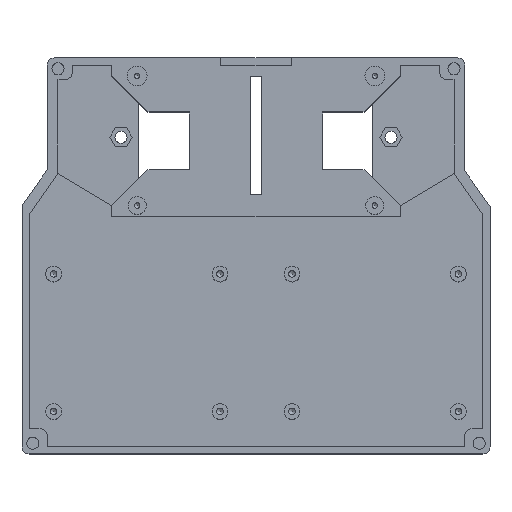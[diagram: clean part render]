
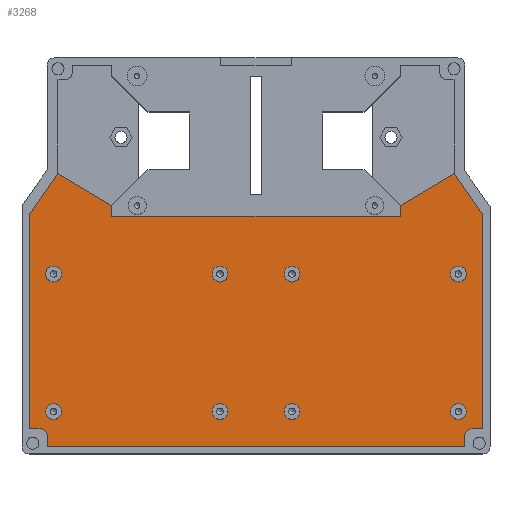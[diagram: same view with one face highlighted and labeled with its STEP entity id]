
A CAD part, top view. The second image highlights one B-rep face of the part: STEP entity #3268.
In plain terms, the highlighted planar face has unit normal (0, 0, 1).
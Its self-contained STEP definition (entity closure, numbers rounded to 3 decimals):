
#102=CIRCLE('',#3474,2.);
#103=CIRCLE('',#3475,2.);
#104=CIRCLE('',#3476,2.2);
#105=CIRCLE('',#3477,2.2);
#106=CIRCLE('',#3478,2.2);
#107=CIRCLE('',#3479,2.2);
#108=CIRCLE('',#3480,2.2);
#109=CIRCLE('',#3481,2.2);
#110=CIRCLE('',#3482,2.2);
#111=CIRCLE('',#3483,2.2);
#199=FACE_BOUND('',#485,.T.);
#200=FACE_BOUND('',#486,.T.);
#201=FACE_BOUND('',#487,.T.);
#202=FACE_BOUND('',#488,.T.);
#203=FACE_BOUND('',#489,.T.);
#204=FACE_BOUND('',#490,.T.);
#205=FACE_BOUND('',#491,.T.);
#206=FACE_BOUND('',#492,.T.);
#284=FACE_OUTER_BOUND('',#484,.T.);
#484=EDGE_LOOP('',(#2425,#2426,#2427,#2428,#2429,#2430,#2431,#2432,#2433,
#2434,#2435,#2436,#2437,#2438,#2439,#2440));
#485=EDGE_LOOP('',(#2441));
#486=EDGE_LOOP('',(#2442));
#487=EDGE_LOOP('',(#2443));
#488=EDGE_LOOP('',(#2444));
#489=EDGE_LOOP('',(#2445));
#490=EDGE_LOOP('',(#2446));
#491=EDGE_LOOP('',(#2447));
#492=EDGE_LOOP('',(#2448));
#697=LINE('',#4738,#1061);
#805=LINE('',#4986,#1169);
#807=LINE('',#4991,#1171);
#813=LINE('',#5005,#1177);
#814=LINE('',#5007,#1178);
#815=LINE('',#5009,#1179);
#816=LINE('',#5013,#1180);
#817=LINE('',#5015,#1181);
#818=LINE('',#5017,#1182);
#819=LINE('',#5021,#1183);
#820=LINE('',#5023,#1184);
#821=LINE('',#5024,#1185);
#822=LINE('',#5026,#1186);
#823=LINE('',#5027,#1187);
#1061=VECTOR('',#3763,10.);
#1169=VECTOR('',#3973,10.);
#1171=VECTOR('',#3977,10.);
#1177=VECTOR('',#3993,10.);
#1178=VECTOR('',#3994,10.);
#1179=VECTOR('',#3995,10.);
#1180=VECTOR('',#3998,10.);
#1181=VECTOR('',#3999,10.);
#1182=VECTOR('',#4000,10.);
#1183=VECTOR('',#4003,10.);
#1184=VECTOR('',#4004,10.);
#1185=VECTOR('',#4005,10.);
#1186=VECTOR('',#4006,10.);
#1187=VECTOR('',#4007,10.);
#1417=VERTEX_POINT('',#4735);
#1418=VERTEX_POINT('',#4737);
#1507=VERTEX_POINT('',#4985);
#1508=VERTEX_POINT('',#4989);
#1509=VERTEX_POINT('',#4990);
#1512=VERTEX_POINT('',#5004);
#1513=VERTEX_POINT('',#5006);
#1514=VERTEX_POINT('',#5008);
#1515=VERTEX_POINT('',#5010);
#1516=VERTEX_POINT('',#5012);
#1517=VERTEX_POINT('',#5014);
#1518=VERTEX_POINT('',#5016);
#1519=VERTEX_POINT('',#5018);
#1520=VERTEX_POINT('',#5020);
#1521=VERTEX_POINT('',#5022);
#1522=VERTEX_POINT('',#5025);
#1523=VERTEX_POINT('',#5028);
#1524=VERTEX_POINT('',#5030);
#1525=VERTEX_POINT('',#5032);
#1526=VERTEX_POINT('',#5034);
#1527=VERTEX_POINT('',#5036);
#1528=VERTEX_POINT('',#5038);
#1529=VERTEX_POINT('',#5040);
#1530=VERTEX_POINT('',#5042);
#1735=EDGE_CURVE('',#1417,#1418,#697,.T.);
#1857=EDGE_CURVE('',#1417,#1507,#805,.T.);
#1859=EDGE_CURVE('',#1508,#1509,#807,.T.);
#1866=EDGE_CURVE('',#1507,#1512,#813,.T.);
#1867=EDGE_CURVE('',#1512,#1513,#814,.T.);
#1868=EDGE_CURVE('',#1513,#1514,#815,.T.);
#1869=EDGE_CURVE('',#1515,#1514,#102,.F.);
#1870=EDGE_CURVE('',#1515,#1516,#816,.T.);
#1871=EDGE_CURVE('',#1516,#1517,#817,.T.);
#1872=EDGE_CURVE('',#1517,#1518,#818,.T.);
#1873=EDGE_CURVE('',#1519,#1518,#103,.F.);
#1874=EDGE_CURVE('',#1519,#1520,#819,.T.);
#1875=EDGE_CURVE('',#1521,#1520,#820,.T.);
#1876=EDGE_CURVE('',#1521,#1508,#821,.T.);
#1877=EDGE_CURVE('',#1522,#1509,#822,.T.);
#1878=EDGE_CURVE('',#1522,#1418,#823,.T.);
#1879=EDGE_CURVE('',#1523,#1523,#104,.T.);
#1880=EDGE_CURVE('',#1524,#1524,#105,.T.);
#1881=EDGE_CURVE('',#1525,#1525,#106,.T.);
#1882=EDGE_CURVE('',#1526,#1526,#107,.T.);
#1883=EDGE_CURVE('',#1527,#1527,#108,.T.);
#1884=EDGE_CURVE('',#1528,#1528,#109,.T.);
#1885=EDGE_CURVE('',#1529,#1529,#110,.T.);
#1886=EDGE_CURVE('',#1530,#1530,#111,.T.);
#2425=ORIENTED_EDGE('',*,*,#1857,.T.);
#2426=ORIENTED_EDGE('',*,*,#1866,.T.);
#2427=ORIENTED_EDGE('',*,*,#1867,.T.);
#2428=ORIENTED_EDGE('',*,*,#1868,.T.);
#2429=ORIENTED_EDGE('',*,*,#1869,.F.);
#2430=ORIENTED_EDGE('',*,*,#1870,.T.);
#2431=ORIENTED_EDGE('',*,*,#1871,.T.);
#2432=ORIENTED_EDGE('',*,*,#1872,.T.);
#2433=ORIENTED_EDGE('',*,*,#1873,.F.);
#2434=ORIENTED_EDGE('',*,*,#1874,.T.);
#2435=ORIENTED_EDGE('',*,*,#1875,.F.);
#2436=ORIENTED_EDGE('',*,*,#1876,.T.);
#2437=ORIENTED_EDGE('',*,*,#1859,.T.);
#2438=ORIENTED_EDGE('',*,*,#1877,.F.);
#2439=ORIENTED_EDGE('',*,*,#1878,.T.);
#2440=ORIENTED_EDGE('',*,*,#1735,.F.);
#2441=ORIENTED_EDGE('',*,*,#1879,.T.);
#2442=ORIENTED_EDGE('',*,*,#1880,.T.);
#2443=ORIENTED_EDGE('',*,*,#1881,.T.);
#2444=ORIENTED_EDGE('',*,*,#1882,.T.);
#2445=ORIENTED_EDGE('',*,*,#1883,.T.);
#2446=ORIENTED_EDGE('',*,*,#1884,.T.);
#2447=ORIENTED_EDGE('',*,*,#1885,.T.);
#2448=ORIENTED_EDGE('',*,*,#1886,.T.);
#3145=PLANE('',#3473);
#3268=ADVANCED_FACE('',(#284,#199,#200,#201,#202,#203,#204,#205,#206),#3145,
 .T.);
#3473=AXIS2_PLACEMENT_3D('',#5003,#3991,#3992);
#3474=AXIS2_PLACEMENT_3D('',#5011,#3996,#3997);
#3475=AXIS2_PLACEMENT_3D('',#5019,#4001,#4002);
#3476=AXIS2_PLACEMENT_3D('',#5029,#4008,#4009);
#3477=AXIS2_PLACEMENT_3D('',#5031,#4010,#4011);
#3478=AXIS2_PLACEMENT_3D('',#5033,#4012,#4013);
#3479=AXIS2_PLACEMENT_3D('',#5035,#4014,#4015);
#3480=AXIS2_PLACEMENT_3D('',#5037,#4016,#4017);
#3481=AXIS2_PLACEMENT_3D('',#5039,#4018,#4019);
#3482=AXIS2_PLACEMENT_3D('',#5041,#4020,#4021);
#3483=AXIS2_PLACEMENT_3D('',#5043,#4022,#4023);
#3763=DIRECTION('',(0.,-1.,0.));
#3973=DIRECTION('',(-0.857,0.514,0.));
#3977=DIRECTION('',(-0.857,-0.514,0.));
#3991=DIRECTION('center_axis',(0.,0.,1.));
#3992=DIRECTION('ref_axis',(1.,0.,0.));
#3993=DIRECTION('',(-0.574,-0.819,0.));
#3994=DIRECTION('',(0.,-1.,0.));
#3995=DIRECTION('',(1.,0.,0.));
#3996=DIRECTION('center_axis',(0.,0.,-1.));
#3997=DIRECTION('ref_axis',(0.707,0.707,0.));
#3998=DIRECTION('',(0.,-1.,0.));
#3999=DIRECTION('',(1.,0.,0.));
#4000=DIRECTION('',(0.,1.,0.));
#4001=DIRECTION('center_axis',(0.,0.,-1.));
#4002=DIRECTION('ref_axis',(-0.707,0.707,0.));
#4003=DIRECTION('',(1.,0.,0.));
#4004=DIRECTION('',(0.,-1.,0.));
#4005=DIRECTION('',(-0.574,0.819,0.));
#4006=DIRECTION('',(0.,1.,0.));
#4007=DIRECTION('',(-1.,0.,0.));
#4008=DIRECTION('center_axis',(0.,0.,-1.));
#4009=DIRECTION('ref_axis',(-1.,0.,0.));
#4010=DIRECTION('center_axis',(0.,0.,-1.));
#4011=DIRECTION('ref_axis',(-1.,0.,0.));
#4012=DIRECTION('center_axis',(0.,0.,-1.));
#4013=DIRECTION('ref_axis',(-1.,0.,0.));
#4014=DIRECTION('center_axis',(0.,0.,-1.));
#4015=DIRECTION('ref_axis',(-1.,0.,0.));
#4016=DIRECTION('center_axis',(0.,0.,-1.));
#4017=DIRECTION('ref_axis',(-1.,0.,0.));
#4018=DIRECTION('center_axis',(0.,0.,-1.));
#4019=DIRECTION('ref_axis',(-1.,0.,0.));
#4020=DIRECTION('center_axis',(0.,0.,-1.));
#4021=DIRECTION('ref_axis',(-1.,0.,0.));
#4022=DIRECTION('center_axis',(0.,0.,-1.));
#4023=DIRECTION('ref_axis',(-1.,0.,0.));
#4735=CARTESIAN_POINT('',(-40.,14.,3.));
#4737=CARTESIAN_POINT('',(-40.,11.,3.));
#4738=CARTESIAN_POINT('',(-40.,42.,3.));
#4985=CARTESIAN_POINT('',(-55.,23.,3.));
#4986=CARTESIAN_POINT('',(-29.706,7.824,3.));
#4989=CARTESIAN_POINT('',(55.,23.,3.));
#4990=CARTESIAN_POINT('',(40.,14.,3.));
#4991=CARTESIAN_POINT('',(22.206,3.324,3.));
#5003=CARTESIAN_POINT('Origin',(0.,0.,3.));
#5004=CARTESIAN_POINT('',(-63.,11.575,3.));
#5005=CARTESIAN_POINT('',(-55.356,22.492,3.));
#5006=CARTESIAN_POINT('',(-63.,-48.,3.));
#5007=CARTESIAN_POINT('',(-63.,-26.5,3.));
#5008=CARTESIAN_POINT('',(-60.,-48.,3.));
#5009=CARTESIAN_POINT('',(-29.,-48.,3.));
#5010=CARTESIAN_POINT('',(-58.,-50.,3.));
#5011=CARTESIAN_POINT('Origin',(-60.,-50.,3.));
#5012=CARTESIAN_POINT('',(-58.,-53.,3.));
#5013=CARTESIAN_POINT('',(-58.,-26.5,3.));
#5014=CARTESIAN_POINT('',(58.,-53.,3.));
#5015=CARTESIAN_POINT('',(31.5,-53.,3.));
#5016=CARTESIAN_POINT('',(58.,-50.,3.));
#5017=CARTESIAN_POINT('',(58.,-24.,3.));
#5018=CARTESIAN_POINT('',(60.,-48.,3.));
#5019=CARTESIAN_POINT('Origin',(60.,-50.,3.));
#5020=CARTESIAN_POINT('',(63.,-48.,3.));
#5021=CARTESIAN_POINT('',(31.5,-48.,3.));
#5022=CARTESIAN_POINT('',(63.,11.575,3.));
#5023=CARTESIAN_POINT('',(63.,42.,3.));
#5024=CARTESIAN_POINT('',(51.356,28.204,3.));
#5025=CARTESIAN_POINT('',(40.,11.,3.));
#5026=CARTESIAN_POINT('',(40.,20.,3.));
#5027=CARTESIAN_POINT('',(-31.5,11.,3.));
#5028=CARTESIAN_POINT('',(12.2,-43.2,3.));
#5029=CARTESIAN_POINT('Origin',(10.,-43.2,3.));
#5030=CARTESIAN_POINT('',(-54.,-43.2,3.));
#5031=CARTESIAN_POINT('Origin',(-56.2,-43.2,3.));
#5032=CARTESIAN_POINT('',(-7.8,-5.,3.));
#5033=CARTESIAN_POINT('Origin',(-10.,-5.,3.));
#5034=CARTESIAN_POINT('',(58.4,-5.,3.));
#5035=CARTESIAN_POINT('Origin',(56.2,-5.,3.));
#5036=CARTESIAN_POINT('',(12.2,-5.,3.));
#5037=CARTESIAN_POINT('Origin',(10.,-5.,3.));
#5038=CARTESIAN_POINT('',(-54.,-5.,3.));
#5039=CARTESIAN_POINT('Origin',(-56.2,-5.,3.));
#5040=CARTESIAN_POINT('',(-7.8,-43.2,3.));
#5041=CARTESIAN_POINT('Origin',(-10.,-43.2,3.));
#5042=CARTESIAN_POINT('',(58.4,-43.2,3.));
#5043=CARTESIAN_POINT('Origin',(56.2,-43.2,3.));
